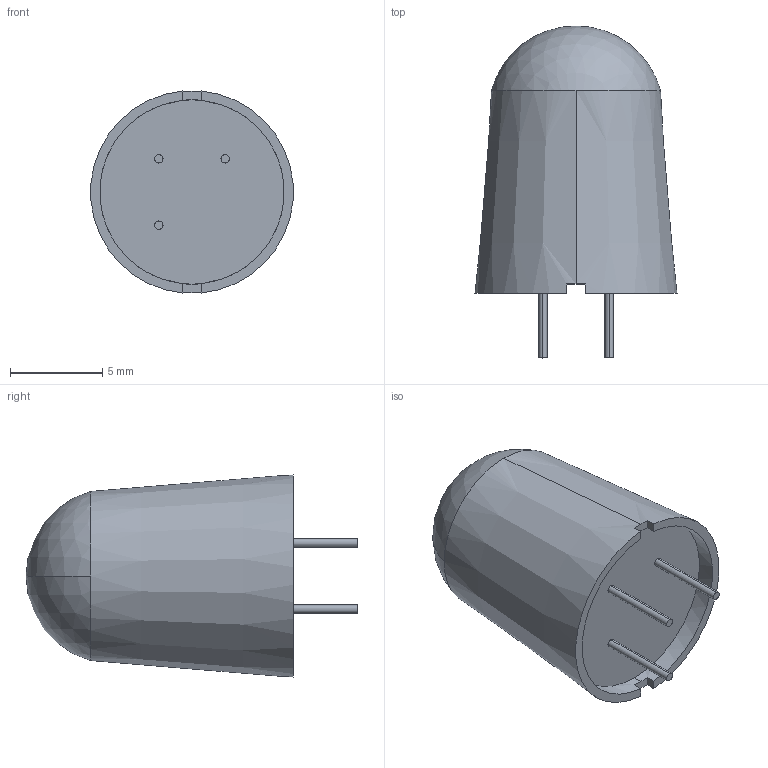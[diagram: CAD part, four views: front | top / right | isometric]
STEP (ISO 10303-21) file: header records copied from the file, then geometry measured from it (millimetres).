
FILE_DESCRIPTION (( 'STEP AP214' ), '1' );
FILE_NAME ('AMN11111.STEP', '2014-06-20T07:58:16', ( 'Master' ), ( '' ), 'SwSTEP 2.0', 'SolidWorks 2013', '' );
FILE_SCHEMA (( 'AUTOMOTIVE_DESIGN' ));
Length unit declared in the file: millimetre
Products named in the file (1): AMN11111
Bounding box: 10.96 x 18 x 10.95 mm (x, y, z)
Volume: 941.7 mm3; surface area: 598.5 mm2
Topology: 1 solids, 1 shells, 24 faces, 58 edges, 39 vertices
Faces by surface type: plane 12, cylinder 8, sphere 2, cone 2
Entity records: 871 total; most frequent: CARTESIAN_POINT 146, DIRECTION 136, ORIENTED_EDGE 116, EDGE_CURVE 58, AXIS2_PLACEMENT_3D 57, VERTEX_POINT 39, CIRCLE 32, EDGE_LOOP 27
